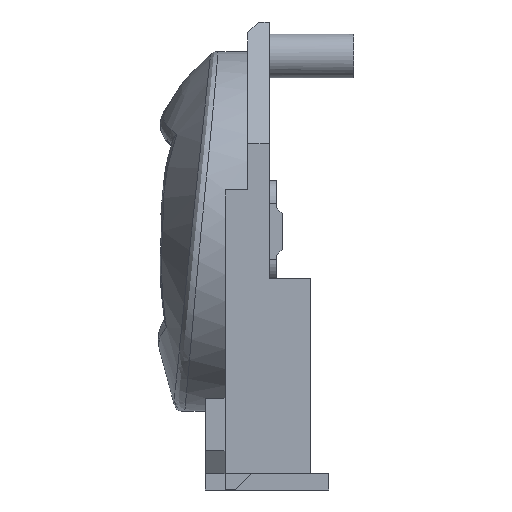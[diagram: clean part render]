
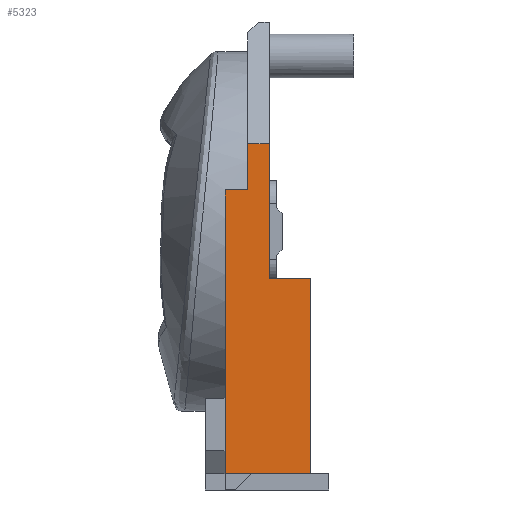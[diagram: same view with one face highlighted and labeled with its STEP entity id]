
A CAD part, left-side view. The second image highlights one B-rep face of the part: STEP entity #5323.
In plain terms, the highlighted planar face has unit normal (-1, 0, 0).
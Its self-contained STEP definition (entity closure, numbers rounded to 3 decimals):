
#1 = CARTESIAN_POINT ( 'NONE',  ( -18.575, 0., 10. ) ) ;
#238 = DIRECTION ( 'NONE',  ( 0., 0., -1. ) ) ;
#259 = EDGE_CURVE ( 'NONE', #9352, #9636, #1286, .T. ) ;
#305 = VECTOR ( 'NONE', #9662, 1000. ) ;
#389 = VERTEX_POINT ( 'NONE', #1 ) ;
#424 = VECTOR ( 'NONE', #9093, 1000. ) ;
#505 = VERTEX_POINT ( 'NONE', #5243 ) ;
#665 = LINE ( 'NONE', #8928, #305 ) ;
#669 = VECTOR ( 'NONE', #6937, 1000. ) ;
#675 = DIRECTION ( 'NONE',  ( 0., 0., -1. ) ) ;
#825 = DIRECTION ( 'NONE',  ( 0., -1., 0. ) ) ;
#948 = AXIS2_PLACEMENT_3D ( 'NONE', #2299, #4538, #675 ) ;
#1111 = EDGE_CURVE ( 'NONE', #7408, #6646, #2606, .T. ) ;
#1286 = LINE ( 'NONE', #3162, #3079 ) ;
#1346 = ORIENTED_EDGE ( 'NONE', *, *, #1624, .F. ) ;
#1603 = DIRECTION ( 'NONE',  ( 0., -1., 0. ) ) ;
#1624 = EDGE_CURVE ( 'NONE', #505, #9636, #5682, .T. ) ;
#1791 = EDGE_CURVE ( 'NONE', #6250, #505, #4372, .T. ) ;
#1796 = CARTESIAN_POINT ( 'NONE',  ( -18.575, 3.95, 0. ) ) ;
#2299 = CARTESIAN_POINT ( 'NONE',  ( -18.575, 1.95, 0. ) ) ;
#2324 = ORIENTED_EDGE ( 'NONE', *, *, #5880, .F. ) ;
#2529 = EDGE_CURVE ( 'NONE', #6842, #9352, #4824, .T. ) ;
#2606 = LINE ( 'NONE', #6124, #669 ) ;
#2607 = ORIENTED_EDGE ( 'NONE', *, *, #3037, .F. ) ;
#2647 = CARTESIAN_POINT ( 'NONE',  ( -18.575, -3.65, -19.375 ) ) ;
#3037 = EDGE_CURVE ( 'NONE', #6842, #3272, #8907, .T. ) ;
#3079 = VECTOR ( 'NONE', #1603, 1000. ) ;
#3162 = CARTESIAN_POINT ( 'NONE',  ( -18.575, 5.7, -19.375 ) ) ;
#3272 = VERTEX_POINT ( 'NONE', #8783 ) ;
#3516 = CARTESIAN_POINT ( 'NONE',  ( -18.575, 0., -1.975 ) ) ;
#3573 = VECTOR ( 'NONE', #825, 1000. ) ;
#3874 = CARTESIAN_POINT ( 'NONE',  ( -18.575, 1.95, 10. ) ) ;
#3980 = CARTESIAN_POINT ( 'NONE',  ( -18.575, 3.95, -19.375 ) ) ;
#4005 = VECTOR ( 'NONE', #238, 1000. ) ;
#4352 = DIRECTION ( 'NONE',  ( 0., -1., 0. ) ) ;
#4372 = LINE ( 'NONE', #7342, #7966 ) ;
#4433 = ORIENTED_EDGE ( 'NONE', *, *, #1111, .F. ) ;
#4538 = DIRECTION ( 'NONE',  ( 1., 0., 0. ) ) ;
#4713 = LINE ( 'NONE', #7634, #424 ) ;
#4724 = DIRECTION ( 'NONE',  ( 0., 0., 1. ) ) ;
#4824 = LINE ( 'NONE', #3980, #4005 ) ;
#4895 = ORIENTED_EDGE ( 'NONE', *, *, #8395, .F. ) ;
#5243 = CARTESIAN_POINT ( 'NONE',  ( -18.575, -3.65, -1.975 ) ) ;
#5252 = PLANE ( 'NONE',  #948 ) ;
#5323 = ADVANCED_FACE ( 'NONE', ( #9779 ), #5252, .F. ) ;
#5463 = CARTESIAN_POINT ( 'NONE',  ( -18.575, 3.95, -19.375 ) ) ;
#5682 = LINE ( 'NONE', #2647, #8318 ) ;
#5720 = ORIENTED_EDGE ( 'NONE', *, *, #2529, .T. ) ;
#5755 = CARTESIAN_POINT ( 'NONE',  ( -18.575, -3.65, -19.375 ) ) ;
#5880 = EDGE_CURVE ( 'NONE', #6646, #389, #7037, .T. ) ;
#5922 = EDGE_LOOP ( 'NONE', ( #2607, #5720, #6245, #1346, #8346, #8838, #2324, #4433, #4895 ) ) ;
#6124 = CARTESIAN_POINT ( 'NONE',  ( -18.575, 1.95, 0. ) ) ;
#6245 = ORIENTED_EDGE ( 'NONE', *, *, #259, .T. ) ;
#6250 = VERTEX_POINT ( 'NONE', #3516 ) ;
#6646 = VERTEX_POINT ( 'NONE', #7845 ) ;
#6842 = VERTEX_POINT ( 'NONE', #7524 ) ;
#6937 = DIRECTION ( 'NONE',  ( 0., 0., 1. ) ) ;
#7037 = LINE ( 'NONE', #3874, #3573 ) ;
#7197 = EDGE_CURVE ( 'NONE', #6250, #389, #665, .T. ) ;
#7342 = CARTESIAN_POINT ( 'NONE',  ( -18.575, 500000., -1.975 ) ) ;
#7408 = VERTEX_POINT ( 'NONE', #7615 ) ;
#7524 = CARTESIAN_POINT ( 'NONE',  ( -18.575, 3.95, -17.325 ) ) ;
#7615 = CARTESIAN_POINT ( 'NONE',  ( -18.575, 1.95, 5.875 ) ) ;
#7634 = CARTESIAN_POINT ( 'NONE',  ( -18.575, 3.95, 5.875 ) ) ;
#7845 = CARTESIAN_POINT ( 'NONE',  ( -18.575, 1.95, 10. ) ) ;
#7966 = VECTOR ( 'NONE', #4352, 1000. ) ;
#8318 = VECTOR ( 'NONE', #8778, 1000. ) ;
#8346 = ORIENTED_EDGE ( 'NONE', *, *, #1791, .F. ) ;
#8395 = EDGE_CURVE ( 'NONE', #3272, #7408, #4713, .T. ) ;
#8671 = VECTOR ( 'NONE', #4724, 1000. ) ;
#8778 = DIRECTION ( 'NONE',  ( 0., 0., -1. ) ) ;
#8783 = CARTESIAN_POINT ( 'NONE',  ( -18.575, 3.95, 5.875 ) ) ;
#8838 = ORIENTED_EDGE ( 'NONE', *, *, #7197, .T. ) ;
#8907 = LINE ( 'NONE', #1796, #8671 ) ;
#8928 = CARTESIAN_POINT ( 'NONE',  ( -18.575, 0., 0. ) ) ;
#9093 = DIRECTION ( 'NONE',  ( 0., -1., 0. ) ) ;
#9352 = VERTEX_POINT ( 'NONE', #5463 ) ;
#9636 = VERTEX_POINT ( 'NONE', #5755 ) ;
#9662 = DIRECTION ( 'NONE',  ( 0., 0., 1. ) ) ;
#9779 = FACE_OUTER_BOUND ( 'NONE', #5922, .T. ) ;
